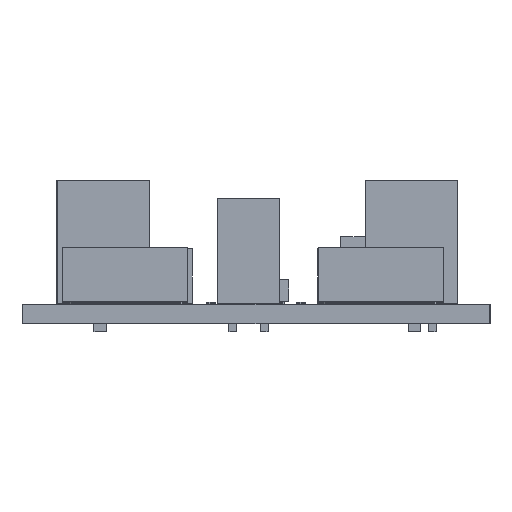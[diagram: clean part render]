
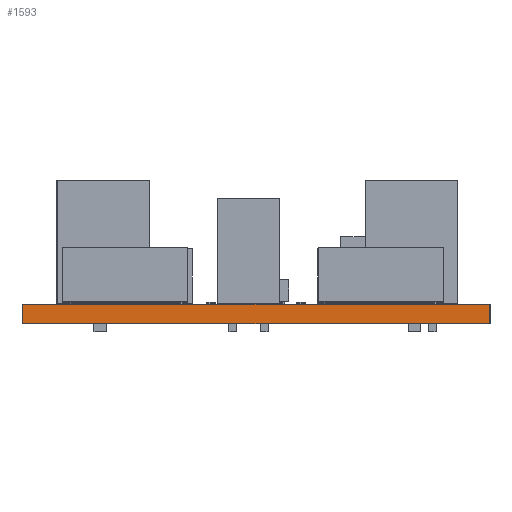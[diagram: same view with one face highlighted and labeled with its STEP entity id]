
A CAD part, front view. The second image highlights one B-rep face of the part: STEP entity #1593.
In plain terms, the highlighted planar face has unit normal (0, -1, 0).
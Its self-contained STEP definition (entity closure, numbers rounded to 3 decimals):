
#1224 = PLANE('',#1225);
#1225 = AXIS2_PLACEMENT_3D('',#1226,#1227,#1228);
#1226 = CARTESIAN_POINT('',(130.948,-93.667,1.6));
#1227 = DIRECTION('',(0.,0.,1.));
#1228 = DIRECTION('',(1.,0.,-0.));
#1278 = PLANE('',#1279);
#1279 = AXIS2_PLACEMENT_3D('',#1280,#1281,#1282);
#1280 = CARTESIAN_POINT('',(130.948,-93.667,0.));
#1281 = DIRECTION('',(0.,0.,1.));
#1282 = DIRECTION('',(1.,0.,-0.));
#1311 = PLANE('',#1312);
#1312 = AXIS2_PLACEMENT_3D('',#1313,#1314,#1315);
#1313 = CARTESIAN_POINT('',(149.885,-121.655,0.));
#1314 = DIRECTION('',(-0.707,0.707,0.));
#1315 = DIRECTION('',(0.707,0.707,0.));
#1445 = EDGE_CURVE('',#1446,#1448,#1450,.T.);
#1446 = VERTEX_POINT('',#1447);
#1447 = CARTESIAN_POINT('',(149.885,-121.655,0.));
#1448 = VERTEX_POINT('',#1449);
#1449 = CARTESIAN_POINT('',(149.885,-121.655,1.6));
#1450 = SURFACE_CURVE('',#1451,(#1455,#1462),.PCURVE_S1.);
#1451 = LINE('',#1452,#1453);
#1452 = CARTESIAN_POINT('',(149.885,-121.655,0.));
#1453 = VECTOR('',#1454,1.);
#1454 = DIRECTION('',(0.,0.,1.));
#1455 = PCURVE('',#1311,#1456);
#1456 = DEFINITIONAL_REPRESENTATION('',(#1457),#1461);
#1457 = LINE('',#1458,#1459);
#1458 = CARTESIAN_POINT('',(0.,0.));
#1459 = VECTOR('',#1460,1.);
#1460 = DIRECTION('',(0.,-1.));
#1461 = ( GEOMETRIC_REPRESENTATION_CONTEXT(2) 
PARAMETRIC_REPRESENTATION_CONTEXT() REPRESENTATION_CONTEXT('2D SPACE',''
  ) );
#1462 = PCURVE('',#1463,#1468);
#1463 = PLANE('',#1464);
#1464 = AXIS2_PLACEMENT_3D('',#1465,#1466,#1467);
#1465 = CARTESIAN_POINT('',(112.01,-121.655,0.));
#1466 = DIRECTION('',(0.,1.,0.));
#1467 = DIRECTION('',(1.,0.,0.));
#1468 = DEFINITIONAL_REPRESENTATION('',(#1469),#1473);
#1469 = LINE('',#1470,#1471);
#1470 = CARTESIAN_POINT('',(37.875,0.));
#1471 = VECTOR('',#1472,1.);
#1472 = DIRECTION('',(0.,-1.));
#1473 = ( GEOMETRIC_REPRESENTATION_CONTEXT(2) 
PARAMETRIC_REPRESENTATION_CONTEXT() REPRESENTATION_CONTEXT('2D SPACE',''
  ) );
#1593 = ADVANCED_FACE('',(#1594),#1463,.F.);
#1594 = FACE_BOUND('',#1595,.F.);
#1595 = EDGE_LOOP('',(#1596,#1626,#1647,#1648));
#1596 = ORIENTED_EDGE('',*,*,#1597,.T.);
#1597 = EDGE_CURVE('',#1598,#1600,#1602,.T.);
#1598 = VERTEX_POINT('',#1599);
#1599 = CARTESIAN_POINT('',(112.01,-121.655,0.));
#1600 = VERTEX_POINT('',#1601);
#1601 = CARTESIAN_POINT('',(112.01,-121.655,1.6));
#1602 = SURFACE_CURVE('',#1603,(#1607,#1614),.PCURVE_S1.);
#1603 = LINE('',#1604,#1605);
#1604 = CARTESIAN_POINT('',(112.01,-121.655,0.));
#1605 = VECTOR('',#1606,1.);
#1606 = DIRECTION('',(0.,0.,1.));
#1607 = PCURVE('',#1463,#1608);
#1608 = DEFINITIONAL_REPRESENTATION('',(#1609),#1613);
#1609 = LINE('',#1610,#1611);
#1610 = CARTESIAN_POINT('',(0.,0.));
#1611 = VECTOR('',#1612,1.);
#1612 = DIRECTION('',(0.,-1.));
#1613 = ( GEOMETRIC_REPRESENTATION_CONTEXT(2) 
PARAMETRIC_REPRESENTATION_CONTEXT() REPRESENTATION_CONTEXT('2D SPACE',''
  ) );
#1614 = PCURVE('',#1615,#1620);
#1615 = PLANE('',#1616);
#1616 = AXIS2_PLACEMENT_3D('',#1617,#1618,#1619);
#1617 = CARTESIAN_POINT('',(111.96,-121.605,0.));
#1618 = DIRECTION('',(0.707,0.707,-0.));
#1619 = DIRECTION('',(0.707,-0.707,0.));
#1620 = DEFINITIONAL_REPRESENTATION('',(#1621),#1625);
#1621 = LINE('',#1622,#1623);
#1622 = CARTESIAN_POINT('',(0.071,0.));
#1623 = VECTOR('',#1624,1.);
#1624 = DIRECTION('',(0.,-1.));
#1625 = ( GEOMETRIC_REPRESENTATION_CONTEXT(2) 
PARAMETRIC_REPRESENTATION_CONTEXT() REPRESENTATION_CONTEXT('2D SPACE',''
  ) );
#1626 = ORIENTED_EDGE('',*,*,#1627,.T.);
#1627 = EDGE_CURVE('',#1600,#1448,#1628,.T.);
#1628 = SURFACE_CURVE('',#1629,(#1633,#1640),.PCURVE_S1.);
#1629 = LINE('',#1630,#1631);
#1630 = CARTESIAN_POINT('',(112.01,-121.655,1.6));
#1631 = VECTOR('',#1632,1.);
#1632 = DIRECTION('',(1.,0.,0.));
#1633 = PCURVE('',#1463,#1634);
#1634 = DEFINITIONAL_REPRESENTATION('',(#1635),#1639);
#1635 = LINE('',#1636,#1637);
#1636 = CARTESIAN_POINT('',(0.,-1.6));
#1637 = VECTOR('',#1638,1.);
#1638 = DIRECTION('',(1.,0.));
#1639 = ( GEOMETRIC_REPRESENTATION_CONTEXT(2) 
PARAMETRIC_REPRESENTATION_CONTEXT() REPRESENTATION_CONTEXT('2D SPACE',''
  ) );
#1640 = PCURVE('',#1224,#1641);
#1641 = DEFINITIONAL_REPRESENTATION('',(#1642),#1646);
#1642 = LINE('',#1643,#1644);
#1643 = CARTESIAN_POINT('',(-18.937,-27.988));
#1644 = VECTOR('',#1645,1.);
#1645 = DIRECTION('',(1.,0.));
#1646 = ( GEOMETRIC_REPRESENTATION_CONTEXT(2) 
PARAMETRIC_REPRESENTATION_CONTEXT() REPRESENTATION_CONTEXT('2D SPACE',''
  ) );
#1647 = ORIENTED_EDGE('',*,*,#1445,.F.);
#1648 = ORIENTED_EDGE('',*,*,#1649,.F.);
#1649 = EDGE_CURVE('',#1598,#1446,#1650,.T.);
#1650 = SURFACE_CURVE('',#1651,(#1655,#1662),.PCURVE_S1.);
#1651 = LINE('',#1652,#1653);
#1652 = CARTESIAN_POINT('',(112.01,-121.655,0.));
#1653 = VECTOR('',#1654,1.);
#1654 = DIRECTION('',(1.,0.,0.));
#1655 = PCURVE('',#1463,#1656);
#1656 = DEFINITIONAL_REPRESENTATION('',(#1657),#1661);
#1657 = LINE('',#1658,#1659);
#1658 = CARTESIAN_POINT('',(0.,0.));
#1659 = VECTOR('',#1660,1.);
#1660 = DIRECTION('',(1.,0.));
#1661 = ( GEOMETRIC_REPRESENTATION_CONTEXT(2) 
PARAMETRIC_REPRESENTATION_CONTEXT() REPRESENTATION_CONTEXT('2D SPACE',''
  ) );
#1662 = PCURVE('',#1278,#1663);
#1663 = DEFINITIONAL_REPRESENTATION('',(#1664),#1668);
#1664 = LINE('',#1665,#1666);
#1665 = CARTESIAN_POINT('',(-18.937,-27.988));
#1666 = VECTOR('',#1667,1.);
#1667 = DIRECTION('',(1.,0.));
#1668 = ( GEOMETRIC_REPRESENTATION_CONTEXT(2) 
PARAMETRIC_REPRESENTATION_CONTEXT() REPRESENTATION_CONTEXT('2D SPACE',''
  ) );
